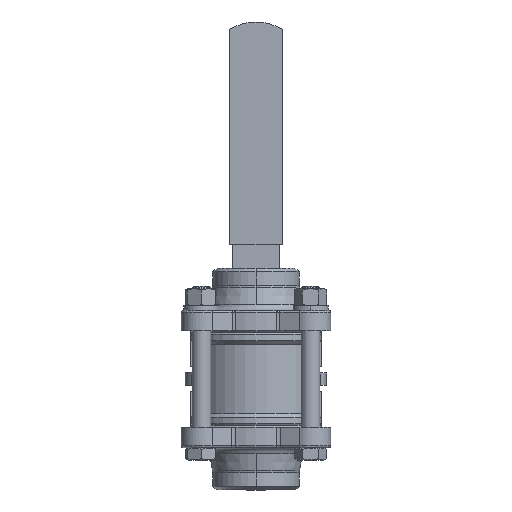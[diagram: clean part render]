
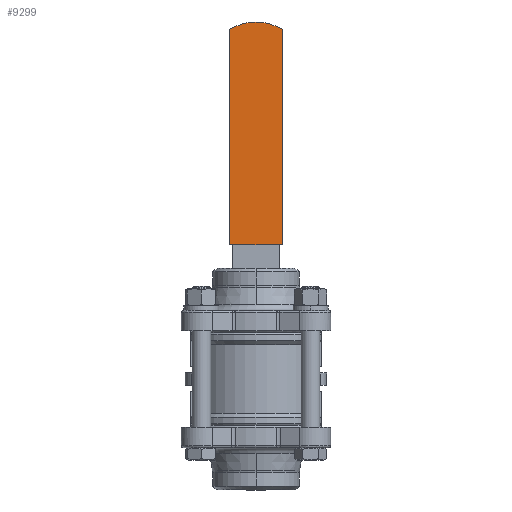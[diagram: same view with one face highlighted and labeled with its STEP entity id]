
A CAD part, front view. The second image highlights one B-rep face of the part: STEP entity #9299.
In plain terms, the highlighted planar face has unit normal (0, -1, 0).
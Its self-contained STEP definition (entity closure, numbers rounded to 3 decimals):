
#1657 = ORIENTED_EDGE ( 'NONE', *, *, #21461, .F. ) ;
#2807 = DIRECTION ( 'NONE',  ( 0., 0., -1. ) ) ;
#3001 = CARTESIAN_POINT ( 'NONE',  ( 13., 86.36, 173.354 ) ) ;
#4193 = DIRECTION ( 'NONE',  ( 0., 0., 1. ) ) ;
#4755 = CARTESIAN_POINT ( 'NONE',  ( 13., 86.36, 66.582 ) ) ;
#9157 = CIRCLE ( 'NONE', #14426, 25. ) ;
#9299 = ADVANCED_FACE ( 'NONE', ( #26742 ), #14007, .F. ) ;
#10821 = DIRECTION ( 'NONE',  ( -1., 0., 0. ) ) ;
#11767 = CARTESIAN_POINT ( 'NONE',  ( -13., 86.36, 173.354 ) ) ;
#13577 = DIRECTION ( 'NONE',  ( 0., -1., 0. ) ) ;
#14007 = PLANE ( 'NONE',  #28053 ) ;
#14426 = AXIS2_PLACEMENT_3D ( 'NONE', #59072, #31614, #4193 ) ;
#15306 = VERTEX_POINT ( 'NONE', #11767 ) ;
#15845 = LINE ( 'NONE', #33592, #41646 ) ;
#16724 = CARTESIAN_POINT ( 'NONE',  ( 13., 86.36, 66.582 ) ) ;
#18486 = EDGE_CURVE ( 'NONE', #55445, #40097, #9157, .T. ) ;
#18561 = DIRECTION ( 'NONE',  ( 0., 1., 0. ) ) ;
#20228 = EDGE_LOOP ( 'NONE', ( #1657, #32239, #55262, #50954, #43606 ) ) ;
#20750 = CARTESIAN_POINT ( 'NONE',  ( 13., 86.36, 66.582 ) ) ;
#21039 = VECTOR ( 'NONE', #2807, 1000. ) ;
#21461 = EDGE_CURVE ( 'NONE', #55445, #53877, #27584, .T. ) ;
#21938 = CARTESIAN_POINT ( 'NONE',  ( 0., 86.36, 177. ) ) ;
#23049 = EDGE_CURVE ( 'NONE', #15306, #32923, #34604, .T. ) ;
#23214 = CARTESIAN_POINT ( 'NONE',  ( -13., 86.36, 66.582 ) ) ;
#23751 = EDGE_CURVE ( 'NONE', #40097, #15306, #26708, .T. ) ;
#26130 = VECTOR ( 'NONE', #43538, 1000. ) ;
#26708 = CIRCLE ( 'NONE', #52858, 25. ) ;
#26742 = FACE_OUTER_BOUND ( 'NONE', #20228, .T. ) ;
#27584 = LINE ( 'NONE', #20750, #26130 ) ;
#28053 = AXIS2_PLACEMENT_3D ( 'NONE', #4755, #18561, #50586 ) ;
#28868 = CARTESIAN_POINT ( 'NONE',  ( -13., 86.36, 66.582 ) ) ;
#31614 = DIRECTION ( 'NONE',  ( 0., -1., 0. ) ) ;
#32239 = ORIENTED_EDGE ( 'NONE', *, *, #18486, .T. ) ;
#32923 = VERTEX_POINT ( 'NONE', #23214 ) ;
#33592 = CARTESIAN_POINT ( 'NONE',  ( 13., 86.36, 66.582 ) ) ;
#34604 = LINE ( 'NONE', #28868, #21039 ) ;
#40097 = VERTEX_POINT ( 'NONE', #21938 ) ;
#40939 = CARTESIAN_POINT ( 'NONE',  ( 0., 86.36, 152. ) ) ;
#41646 = VECTOR ( 'NONE', #10821, 1000. ) ;
#43538 = DIRECTION ( 'NONE',  ( 0., 0., -1. ) ) ;
#43606 = ORIENTED_EDGE ( 'NONE', *, *, #50327, .F. ) ;
#45551 = DIRECTION ( 'NONE',  ( 0., 0., 1. ) ) ;
#50327 = EDGE_CURVE ( 'NONE', #53877, #32923, #15845, .T. ) ;
#50586 = DIRECTION ( 'NONE',  ( 0., 0., 1. ) ) ;
#50954 = ORIENTED_EDGE ( 'NONE', *, *, #23049, .T. ) ;
#52858 = AXIS2_PLACEMENT_3D ( 'NONE', #40939, #13577, #45551 ) ;
#53877 = VERTEX_POINT ( 'NONE', #16724 ) ;
#55262 = ORIENTED_EDGE ( 'NONE', *, *, #23751, .T. ) ;
#55445 = VERTEX_POINT ( 'NONE', #3001 ) ;
#59072 = CARTESIAN_POINT ( 'NONE',  ( 0., 86.36, 152. ) ) ;
